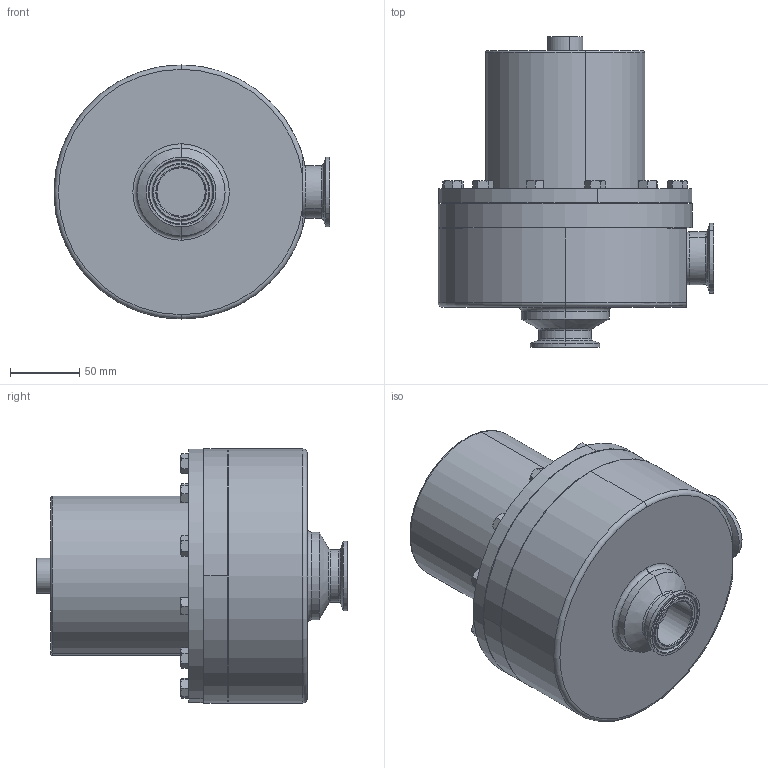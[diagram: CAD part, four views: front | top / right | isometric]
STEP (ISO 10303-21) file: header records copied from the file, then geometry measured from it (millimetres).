
FILE_DESCRIPTION (( 'STEP AP203' ), '1' );
FILE_NAME ('95A-150-6L.STEP', '2023-03-21T16:19:02', ( '' ), ( '' ), 'SwSTEP 2.0', 'SolidWorks 2022', '' );
FILE_SCHEMA (( 'CONFIG_CONTROL_DESIGN' ));
Length unit declared in the file: inch
Products named in the file (1): 95A-150-6L
Bounding box: 199.16 x 224.13 x 183.39 mm (x, y, z)
Volume: 3334440.4 mm3; surface area: 183340.2 mm2
Topology: 1 solids, 5 shells, 410 faces, 913 edges, 540 vertices
Faces by surface type: plane 182, cylinder 113, cone 86, torus 29
Entity records: 12027 total; most frequent: CARTESIAN_POINT 2778, DIRECTION 2002, ORIENTED_EDGE 1826, EDGE_CURVE 913, AXIS2_PLACEMENT_3D 828, VERTEX_POINT 540, EDGE_LOOP 485, CIRCLE 417
